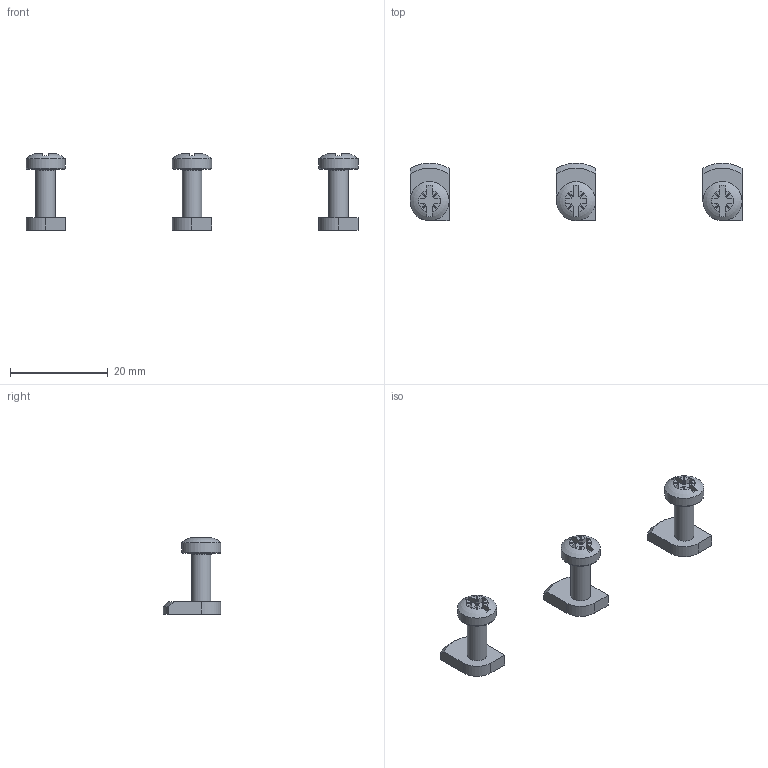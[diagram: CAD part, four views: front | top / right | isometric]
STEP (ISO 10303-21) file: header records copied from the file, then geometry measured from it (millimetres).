
FILE_DESCRIPTION(/* description */ ('STEP AP214'),/* implementation_level */ '2;1');
FILE_NAME(/* name */ '526032_CPX-CPA-BG-NRH',/* time_stamp */ '2024-07-26T13:02:14+02:00',/* author */ ('License CC BY-ND 4.0'),/* organization */ ('CADENAS'),/* preprocessor_version */ 'ST-DEVELOPER v19.3',/* originating_system */ 'PARTsolutions',/* authorisation */ ' ');
FILE_SCHEMA (('AUTOMOTIVE_DESIGN {1 0 10303 214 3 1 1}'));
Length unit declared in the file: millimetre
Products named in the file (3): 526032 CPX-CPA-BG-NRH; 373074 CPA; 367805 F-M4x12-450
Assembly tree (6 placements, depth 2):
  526032 CPX-CPA-BG-NRH
    373074 CPA  x3
    367805 F-M4x12-450  x3
Bounding box: 68 x 11.78 x 15.6 mm (x, y, z)
Volume: 1412.5 mm3; surface area: 1797.3 mm2
Topology: 6 solids, 6 shells, 156 faces, 393 edges, 252 vertices
Faces by surface type: plane 108, cylinder 27, cone 12, torus 9
Full cylindrical faces by diameter (mm): 3.242 x3, 4 x3, 8 x3
Entity records: 1607 total; most frequent: CARTESIAN_POINT 281, DIRECTION 261, ORIENTED_EDGE 242, EDGE_CURVE 121, LINE 87, VECTOR 87, AXIS2_PLACEMENT_3D 87, VERTEX_POINT 83
